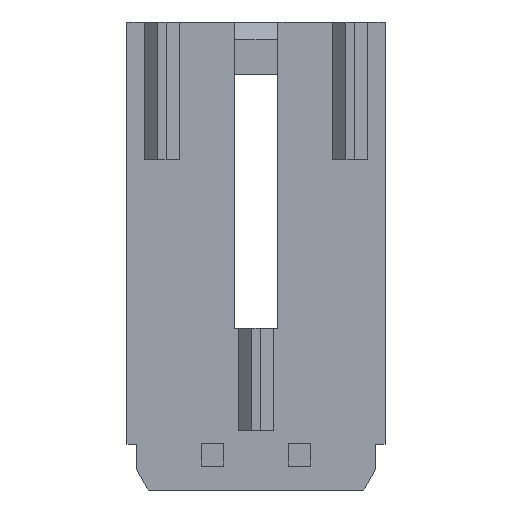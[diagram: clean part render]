
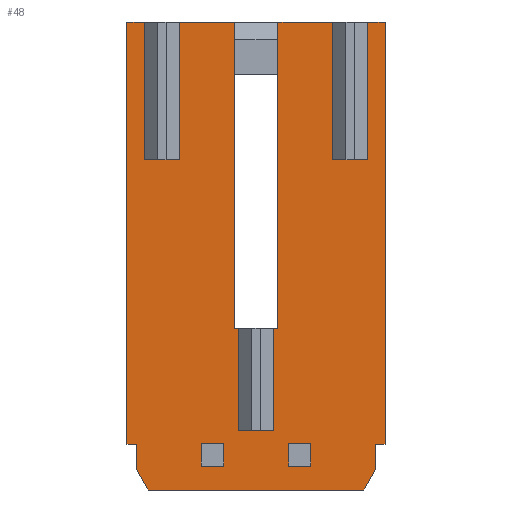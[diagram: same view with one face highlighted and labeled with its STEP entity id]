
A CAD part, front view. The second image highlights one B-rep face of the part: STEP entity #48.
In plain terms, the highlighted planar face has unit normal (0, -1, 0).
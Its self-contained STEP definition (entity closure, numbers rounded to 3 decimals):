
#48=ADVANCED_FACE('',(#143,#144,#145),#146,.T.);
#143=FACE_OUTER_BOUND('',#331,.T.);
#144=FACE_BOUND('',#332,.T.);
#145=FACE_BOUND('',#333,.T.);
#146=PLANE('',#334);
#331=EDGE_LOOP('',(#535,#536,#537,#538,#539,#540,#541,#542,#543,#544,#545,#546,#547,#548,#549,#550,#551,#552,#553,#554,#555,#556,#557,#558,#559,#560));
#332=EDGE_LOOP('',(#561,#562,#563,#564));
#333=EDGE_LOOP('',(#565,#566,#567,#568));
#334=AXIS2_PLACEMENT_3D('',#569,#570,#571);
#535=ORIENTED_EDGE('',*,*,#1314,.T.);
#536=ORIENTED_EDGE('',*,*,#1315,.F.);
#537=ORIENTED_EDGE('',*,*,#1316,.F.);
#538=ORIENTED_EDGE('',*,*,#1317,.F.);
#539=ORIENTED_EDGE('',*,*,#1318,.T.);
#540=ORIENTED_EDGE('',*,*,#1319,.F.);
#541=ORIENTED_EDGE('',*,*,#1320,.F.);
#542=ORIENTED_EDGE('',*,*,#1321,.F.);
#543=ORIENTED_EDGE('',*,*,#1301,.T.);
#544=ORIENTED_EDGE('',*,*,#1313,.T.);
#545=ORIENTED_EDGE('',*,*,#1322,.T.);
#546=ORIENTED_EDGE('',*,*,#1323,.T.);
#547=ORIENTED_EDGE('',*,*,#1324,.T.);
#548=ORIENTED_EDGE('',*,*,#1325,.T.);
#549=ORIENTED_EDGE('',*,*,#1326,.T.);
#550=ORIENTED_EDGE('',*,*,#1327,.F.);
#551=ORIENTED_EDGE('',*,*,#1328,.F.);
#552=ORIENTED_EDGE('',*,*,#1329,.F.);
#553=ORIENTED_EDGE('',*,*,#1330,.T.);
#554=ORIENTED_EDGE('',*,*,#1331,.F.);
#555=ORIENTED_EDGE('',*,*,#1332,.F.);
#556=ORIENTED_EDGE('',*,*,#1333,.F.);
#557=ORIENTED_EDGE('',*,*,#1334,.T.);
#558=ORIENTED_EDGE('',*,*,#1335,.F.);
#559=ORIENTED_EDGE('',*,*,#1336,.F.);
#560=ORIENTED_EDGE('',*,*,#1337,.F.);
#561=ORIENTED_EDGE('',*,*,#1338,.T.);
#562=ORIENTED_EDGE('',*,*,#1339,.F.);
#563=ORIENTED_EDGE('',*,*,#1340,.F.);
#564=ORIENTED_EDGE('',*,*,#1341,.F.);
#565=ORIENTED_EDGE('',*,*,#1342,.T.);
#566=ORIENTED_EDGE('',*,*,#1343,.F.);
#567=ORIENTED_EDGE('',*,*,#1344,.F.);
#568=ORIENTED_EDGE('',*,*,#1345,.F.);
#569=CARTESIAN_POINT('',(-3.747,-2.54,0.0));
#570=DIRECTION('',(0.0,-1.0,0.0));
#571=DIRECTION('',(0.0,0.0,-1.0));
#1301=EDGE_CURVE('',#1556,#1557,#1558,.T.);
#1313=EDGE_CURVE('',#1557,#1578,#1580,.T.);
#1314=EDGE_CURVE('',#1581,#1582,#1583,.T.);
#1315=EDGE_CURVE('',#1584,#1582,#1585,.T.);
#1316=EDGE_CURVE('',#1586,#1584,#1587,.T.);
#1317=EDGE_CURVE('',#1588,#1586,#1589,.T.);
#1318=EDGE_CURVE('',#1588,#1590,#1591,.T.);
#1319=EDGE_CURVE('',#1592,#1590,#1593,.T.);
#1320=EDGE_CURVE('',#1594,#1592,#1595,.T.);
#1321=EDGE_CURVE('',#1556,#1594,#1596,.T.);
#1322=EDGE_CURVE('',#1578,#1597,#1598,.T.);
#1323=EDGE_CURVE('',#1597,#1599,#1600,.T.);
#1324=EDGE_CURVE('',#1599,#1601,#1602,.T.);
#1325=EDGE_CURVE('',#1601,#1603,#1604,.T.);
#1326=EDGE_CURVE('',#1603,#1605,#1606,.T.);
#1327=EDGE_CURVE('',#1607,#1605,#1608,.T.);
#1328=EDGE_CURVE('',#1609,#1607,#1610,.T.);
#1329=EDGE_CURVE('',#1611,#1609,#1612,.T.);
#1330=EDGE_CURVE('',#1611,#1613,#1614,.T.);
#1331=EDGE_CURVE('',#1615,#1613,#1616,.T.);
#1332=EDGE_CURVE('',#1617,#1615,#1618,.T.);
#1333=EDGE_CURVE('',#1619,#1617,#1620,.T.);
#1334=EDGE_CURVE('',#1619,#1621,#1622,.T.);
#1335=EDGE_CURVE('',#1623,#1621,#1624,.T.);
#1336=EDGE_CURVE('',#1625,#1623,#1626,.T.);
#1337=EDGE_CURVE('',#1581,#1625,#1627,.T.);
#1338=EDGE_CURVE('',#1628,#1629,#1630,.T.);
#1339=EDGE_CURVE('',#1631,#1629,#1632,.T.);
#1340=EDGE_CURVE('',#1633,#1631,#1634,.T.);
#1341=EDGE_CURVE('',#1628,#1633,#1635,.T.);
#1342=EDGE_CURVE('',#1636,#1637,#1638,.T.);
#1343=EDGE_CURVE('',#1639,#1637,#1640,.T.);
#1344=EDGE_CURVE('',#1641,#1639,#1642,.T.);
#1345=EDGE_CURVE('',#1636,#1641,#1643,.T.);
#1556=VERTEX_POINT('',#1978);
#1557=VERTEX_POINT('',#1979);
#1558=LINE('',#1980,#1981);
#1578=VERTEX_POINT('',#2011);
#1580=LINE('',#2014,#2015);
#1581=VERTEX_POINT('',#2016);
#1582=VERTEX_POINT('',#2017);
#1583=LINE('',#2018,#2019);
#1584=VERTEX_POINT('',#2020);
#1585=LINE('',#2021,#2022);
#1586=VERTEX_POINT('',#2023);
#1587=LINE('',#2024,#2025);
#1588=VERTEX_POINT('',#2026);
#1589=LINE('',#2027,#2028);
#1590=VERTEX_POINT('',#2029);
#1591=LINE('',#2030,#2031);
#1592=VERTEX_POINT('',#2032);
#1593=LINE('',#2033,#2034);
#1594=VERTEX_POINT('',#2035);
#1595=LINE('',#2036,#2037);
#1596=LINE('',#2038,#2039);
#1597=VERTEX_POINT('',#2040);
#1598=LINE('',#2041,#2042);
#1599=VERTEX_POINT('',#2043);
#1600=LINE('',#2044,#2045);
#1601=VERTEX_POINT('',#2046);
#1602=LINE('',#2047,#2048);
#1603=VERTEX_POINT('',#2049);
#1604=LINE('',#2050,#2051);
#1605=VERTEX_POINT('',#2052);
#1606=LINE('',#2053,#2054);
#1607=VERTEX_POINT('',#2055);
#1608=LINE('',#2056,#2057);
#1609=VERTEX_POINT('',#2058);
#1610=LINE('',#2059,#2060);
#1611=VERTEX_POINT('',#2061);
#1612=LINE('',#2062,#2063);
#1613=VERTEX_POINT('',#2064);
#1614=LINE('',#2065,#2066);
#1615=VERTEX_POINT('',#2067);
#1616=LINE('',#2068,#2069);
#1617=VERTEX_POINT('',#2070);
#1618=LINE('',#2071,#2072);
#1619=VERTEX_POINT('',#2073);
#1620=LINE('',#2074,#2075);
#1621=VERTEX_POINT('',#2076);
#1622=LINE('',#2077,#2078);
#1623=VERTEX_POINT('',#2079);
#1624=LINE('',#2080,#2081);
#1625=VERTEX_POINT('',#2082);
#1626=LINE('',#2083,#2084);
#1627=LINE('',#2085,#2086);
#1628=VERTEX_POINT('',#2087);
#1629=VERTEX_POINT('',#2088);
#1630=LINE('',#2089,#2090);
#1631=VERTEX_POINT('',#2091);
#1632=LINE('',#2092,#2093);
#1633=VERTEX_POINT('',#2094);
#1634=LINE('',#2095,#2096);
#1635=LINE('',#2097,#2098);
#1636=VERTEX_POINT('',#2099);
#1637=VERTEX_POINT('',#2100);
#1638=LINE('',#2101,#2102);
#1639=VERTEX_POINT('',#2103);
#1640=LINE('',#2104,#2105);
#1641=VERTEX_POINT('',#2106);
#1642=LINE('',#2107,#2108);
#1643=LINE('',#2109,#2110);
#1978=CARTESIAN_POINT('',(-3.747,-2.54,0.0));
#1979=CARTESIAN_POINT('',(-3.747,-2.54,-12.255));
#1980=CARTESIAN_POINT('',(-3.747,-2.54,0.0));
#1981=VECTOR('',#2655,12.255);
#2011=CARTESIAN_POINT('',(-3.472,-2.54,-12.255));
#2014=CARTESIAN_POINT('',(-3.747,-2.54,-12.255));
#2015=VECTOR('',#2667,0.275);
#2016=CARTESIAN_POINT('',(-0.509,-2.54,-11.86));
#2017=CARTESIAN_POINT('',(-0.509,-2.54,-8.89));
#2018=CARTESIAN_POINT('',(-0.509,-2.54,-11.86));
#2019=VECTOR('',#2668,2.97);
#2020=CARTESIAN_POINT('',(-0.634,-2.54,-8.89));
#2021=CARTESIAN_POINT('',(-0.634,-2.54,-8.89));
#2022=VECTOR('',#2669,0.125);
#2023=CARTESIAN_POINT('',(-0.634,-2.54,0.0));
#2024=CARTESIAN_POINT('',(-0.634,-2.54,0.0));
#2025=VECTOR('',#2670,8.89);
#2026=CARTESIAN_POINT('',(-2.232,-2.54,0.0));
#2027=CARTESIAN_POINT('',(-2.232,-2.54,0.0));
#2028=VECTOR('',#2671,1.598);
#2029=CARTESIAN_POINT('',(-2.232,-2.54,-4.0));
#2030=CARTESIAN_POINT('',(-2.232,-2.54,0.0));
#2031=VECTOR('',#2672,4.0);
#2032=CARTESIAN_POINT('',(-3.252,-2.54,-4.0));
#2033=CARTESIAN_POINT('',(-3.252,-2.54,-4.0));
#2034=VECTOR('',#2673,1.02);
#2035=CARTESIAN_POINT('',(-3.252,-2.54,0.0));
#2036=CARTESIAN_POINT('',(-3.252,-2.54,0.0));
#2037=VECTOR('',#2674,4.0);
#2038=CARTESIAN_POINT('',(-3.747,-2.54,0.0));
#2039=VECTOR('',#2675,0.495);
#2040=CARTESIAN_POINT('',(-3.472,-2.54,-13.006));
#2041=CARTESIAN_POINT('',(-3.472,-2.54,-12.255));
#2042=VECTOR('',#2676,0.751);
#2043=CARTESIAN_POINT('',(-3.135,-2.54,-13.59));
#2044=CARTESIAN_POINT('',(-3.472,-2.54,-13.006));
#2045=VECTOR('',#2677,0.675);
#2046=CARTESIAN_POINT('',(3.135,-2.54,-13.59));
#2047=CARTESIAN_POINT('',(-3.135,-2.54,-13.59));
#2048=VECTOR('',#2678,6.269);
#2049=CARTESIAN_POINT('',(3.472,-2.54,-13.006));
#2050=CARTESIAN_POINT('',(3.135,-2.54,-13.59));
#2051=VECTOR('',#2679,0.675);
#2052=CARTESIAN_POINT('',(3.472,-2.54,-12.255));
#2053=CARTESIAN_POINT('',(3.472,-2.54,-13.006));
#2054=VECTOR('',#2680,0.751);
#2055=CARTESIAN_POINT('',(3.747,-2.54,-12.255));
#2056=CARTESIAN_POINT('',(3.747,-2.54,-12.255));
#2057=VECTOR('',#2681,0.275);
#2058=CARTESIAN_POINT('',(3.747,-2.54,0.0));
#2059=CARTESIAN_POINT('',(3.747,-2.54,0.0));
#2060=VECTOR('',#2682,12.255);
#2061=CARTESIAN_POINT('',(3.252,-2.54,0.0));
#2062=CARTESIAN_POINT('',(3.252,-2.54,0.0));
#2063=VECTOR('',#2683,0.495);
#2064=CARTESIAN_POINT('',(3.252,-2.54,-4.0));
#2065=CARTESIAN_POINT('',(3.252,-2.54,0.0));
#2066=VECTOR('',#2684,4.0);
#2067=CARTESIAN_POINT('',(2.232,-2.54,-4.0));
#2068=CARTESIAN_POINT('',(2.232,-2.54,-4.0));
#2069=VECTOR('',#2685,1.02);
#2070=CARTESIAN_POINT('',(2.232,-2.54,0.0));
#2071=CARTESIAN_POINT('',(2.232,-2.54,0.0));
#2072=VECTOR('',#2686,4.0);
#2073=CARTESIAN_POINT('',(0.637,-2.54,0.0));
#2074=CARTESIAN_POINT('',(0.637,-2.54,0.0));
#2075=VECTOR('',#2687,1.595);
#2076=CARTESIAN_POINT('',(0.637,-2.54,-8.89));
#2077=CARTESIAN_POINT('',(0.637,-2.54,0.0));
#2078=VECTOR('',#2688,8.89);
#2079=CARTESIAN_POINT('',(0.512,-2.54,-8.89));
#2080=CARTESIAN_POINT('',(0.512,-2.54,-8.89));
#2081=VECTOR('',#2689,0.125);
#2082=CARTESIAN_POINT('',(0.512,-2.54,-11.86));
#2083=CARTESIAN_POINT('',(0.512,-2.54,-11.86));
#2084=VECTOR('',#2690,2.97);
#2085=CARTESIAN_POINT('',(-0.509,-2.54,-11.86));
#2086=VECTOR('',#2691,1.02);
#2087=CARTESIAN_POINT('',(0.957,-2.54,-12.245));
#2088=CARTESIAN_POINT('',(1.597,-2.54,-12.245));
#2089=CARTESIAN_POINT('',(0.957,-2.54,-12.245));
#2090=VECTOR('',#2692,0.64);
#2091=CARTESIAN_POINT('',(1.597,-2.54,-12.895));
#2092=CARTESIAN_POINT('',(1.597,-2.54,-12.895));
#2093=VECTOR('',#2693,0.65);
#2094=CARTESIAN_POINT('',(0.957,-2.54,-12.895));
#2095=CARTESIAN_POINT('',(0.957,-2.54,-12.895));
#2096=VECTOR('',#2694,0.64);
#2097=CARTESIAN_POINT('',(0.957,-2.54,-12.245));
#2098=VECTOR('',#2695,0.65);
#2099=CARTESIAN_POINT('',(-1.584,-2.54,-12.245));
#2100=CARTESIAN_POINT('',(-0.944,-2.54,-12.245));
#2101=CARTESIAN_POINT('',(-1.584,-2.54,-12.245));
#2102=VECTOR('',#2696,0.64);
#2103=CARTESIAN_POINT('',(-0.944,-2.54,-12.895));
#2104=CARTESIAN_POINT('',(-0.944,-2.54,-12.895));
#2105=VECTOR('',#2697,0.65);
#2106=CARTESIAN_POINT('',(-1.584,-2.54,-12.895));
#2107=CARTESIAN_POINT('',(-1.584,-2.54,-12.895));
#2108=VECTOR('',#2698,0.64);
#2109=CARTESIAN_POINT('',(-1.584,-2.54,-12.245));
#2110=VECTOR('',#2699,0.65);
#2655=DIRECTION('',(0.0,0.0,-1.0));
#2667=DIRECTION('',(1.0,0.0,0.0));
#2668=DIRECTION('',(0.0,0.0,1.0));
#2669=DIRECTION('',(1.0,0.0,0.0));
#2670=DIRECTION('',(0.0,0.0,-1.0));
#2671=DIRECTION('',(1.0,0.0,0.0));
#2672=DIRECTION('',(0.0,0.0,-1.0));
#2673=DIRECTION('',(1.0,0.0,0.0));
#2674=DIRECTION('',(0.0,0.0,-1.0));
#2675=DIRECTION('',(1.0,0.0,0.0));
#2676=DIRECTION('',(0.0,0.0,-1.0));
#2677=DIRECTION('',(0.5,0.0,-0.866));
#2678=DIRECTION('',(1.0,0.0,0.0));
#2679=DIRECTION('',(0.5,0.0,0.866));
#2680=DIRECTION('',(0.0,0.0,1.0));
#2681=DIRECTION('',(-1.0,0.0,0.0));
#2682=DIRECTION('',(0.0,0.0,-1.0));
#2683=DIRECTION('',(1.0,0.0,0.0));
#2684=DIRECTION('',(0.0,0.0,-1.0));
#2685=DIRECTION('',(1.0,0.0,0.0));
#2686=DIRECTION('',(0.0,0.0,-1.0));
#2687=DIRECTION('',(1.0,0.0,0.0));
#2688=DIRECTION('',(0.0,0.0,-1.0));
#2689=DIRECTION('',(1.0,0.0,0.0));
#2690=DIRECTION('',(0.0,0.0,1.0));
#2691=DIRECTION('',(1.0,0.0,0.0));
#2692=DIRECTION('',(1.0,0.0,0.0));
#2693=DIRECTION('',(0.0,0.0,1.0));
#2694=DIRECTION('',(1.0,0.0,0.0));
#2695=DIRECTION('',(0.0,0.0,-1.0));
#2696=DIRECTION('',(1.0,0.0,0.0));
#2697=DIRECTION('',(0.0,0.0,1.0));
#2698=DIRECTION('',(1.0,0.0,0.0));
#2699=DIRECTION('',(0.0,0.0,-1.0));
